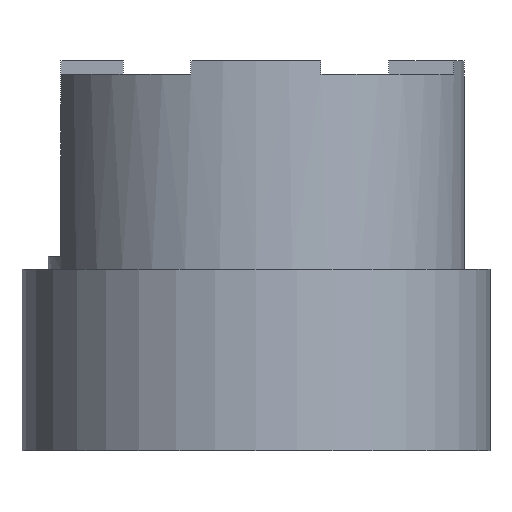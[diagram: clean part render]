
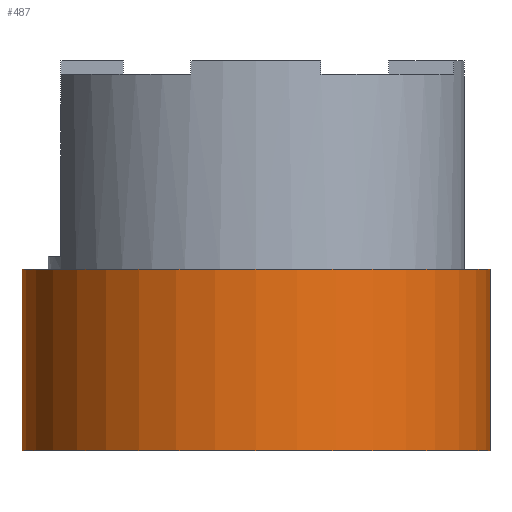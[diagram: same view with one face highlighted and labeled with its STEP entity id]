
A CAD part, front view. The second image highlights one B-rep face of the part: STEP entity #487.
In plain terms, the highlighted cylindrical face has radius 9 mm (diameter 18 mm), a full revolution.
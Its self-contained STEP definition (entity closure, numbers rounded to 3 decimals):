
#16=CYLINDRICAL_SURFACE('',#545,9.);
#33=CIRCLE('',#544,9.);
#34=CIRCLE('',#546,9.);
#57=FACE_OUTER_BOUND('',#83,.T.);
#83=EDGE_LOOP('',(#413,#414,#415,#416));
#134=LINE('',#806,#183);
#183=VECTOR('',#672,9.);
#225=VERTEX_POINT('',#802);
#226=VERTEX_POINT('',#805);
#288=EDGE_CURVE('',#225,#225,#33,.T.);
#289=EDGE_CURVE('',#225,#226,#134,.T.);
#290=EDGE_CURVE('',#226,#226,#34,.T.);
#413=ORIENTED_EDGE('',*,*,#288,.T.);
#414=ORIENTED_EDGE('',*,*,#289,.T.);
#415=ORIENTED_EDGE('',*,*,#290,.F.);
#416=ORIENTED_EDGE('',*,*,#289,.F.);
#487=ADVANCED_FACE('',(#57),#16,.T.);
#544=AXIS2_PLACEMENT_3D('',#803,#668,#669);
#545=AXIS2_PLACEMENT_3D('',#804,#670,#671);
#546=AXIS2_PLACEMENT_3D('',#807,#673,#674);
#668=DIRECTION('center_axis',(0.,0.,-1.));
#669=DIRECTION('ref_axis',(1.,0.,0.));
#670=DIRECTION('center_axis',(0.,0.,1.));
#671=DIRECTION('ref_axis',(1.,0.,0.));
#672=DIRECTION('',(0.,0.,-1.));
#673=DIRECTION('center_axis',(0.,0.,-1.));
#674=DIRECTION('ref_axis',(1.,0.,0.));
#802=CARTESIAN_POINT('',(-9.,0.,0.));
#803=CARTESIAN_POINT('Origin',(0.,0.,0.));
#804=CARTESIAN_POINT('Origin',(0.,0.,-7.));
#805=CARTESIAN_POINT('',(-9.,0.,-7.));
#806=CARTESIAN_POINT('',(-9.,0.,-7.));
#807=CARTESIAN_POINT('Origin',(0.,0.,-7.));
